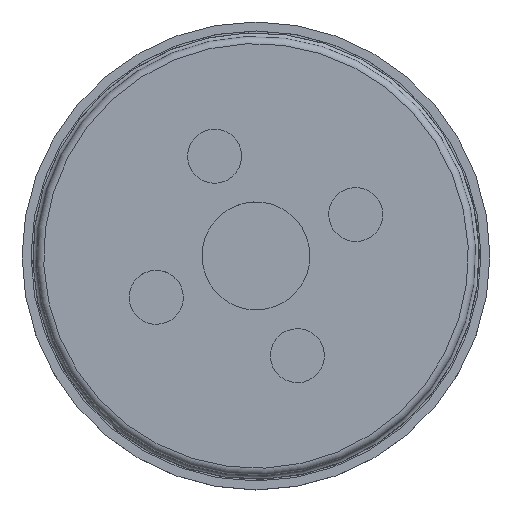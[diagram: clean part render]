
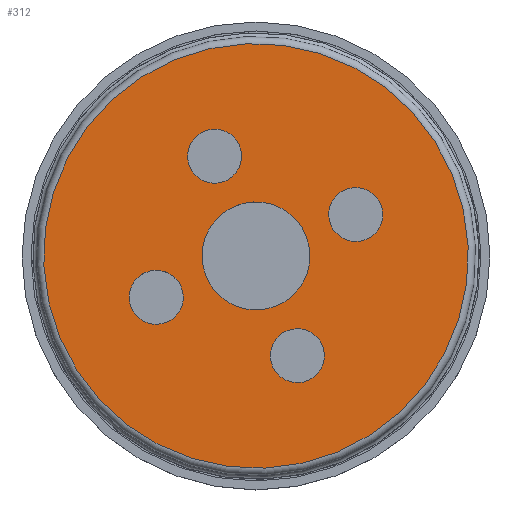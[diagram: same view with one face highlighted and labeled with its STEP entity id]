
A CAD part, top view. The second image highlights one B-rep face of the part: STEP entity #312.
In plain terms, the highlighted planar face has unit normal (0, 0, 1).
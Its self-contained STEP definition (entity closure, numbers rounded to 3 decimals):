
#270=PLANE('',#1033);
#312=ADVANCED_FACE('',(#412,#413,#414,#415,#416,#417),#270,.F.);
#412=FACE_BOUND('',#466,.T.);
#413=FACE_BOUND('',#467,.T.);
#414=FACE_BOUND('',#468,.T.);
#415=FACE_BOUND('',#469,.T.);
#416=FACE_BOUND('',#470,.T.);
#417=FACE_BOUND('',#471,.T.);
#466=EDGE_LOOP('',(#566));
#467=EDGE_LOOP('',(#567));
#468=EDGE_LOOP('',(#568));
#469=EDGE_LOOP('',(#569));
#470=EDGE_LOOP('',(#570));
#471=EDGE_LOOP('',(#571));
#566=ORIENTED_EDGE('',*,*,#860,.T.);
#567=ORIENTED_EDGE('',*,*,#861,.T.);
#568=ORIENTED_EDGE('',*,*,#862,.T.);
#569=ORIENTED_EDGE('',*,*,#863,.T.);
#570=ORIENTED_EDGE('',*,*,#864,.T.);
#571=ORIENTED_EDGE('',*,*,#865,.T.);
#778=VERTEX_POINT('',#1467);
#779=VERTEX_POINT('',#1469);
#780=VERTEX_POINT('',#1471);
#781=VERTEX_POINT('',#1473);
#782=VERTEX_POINT('',#1475);
#783=VERTEX_POINT('',#1477);
#860=EDGE_CURVE('',#778,#778,#966,.T.);
#861=EDGE_CURVE('',#779,#779,#967,.T.);
#862=EDGE_CURVE('',#780,#780,#968,.T.);
#863=EDGE_CURVE('',#781,#781,#969,.T.);
#864=EDGE_CURVE('',#782,#782,#970,.T.);
#865=EDGE_CURVE('',#783,#783,#971,.T.);
#966=CIRCLE('',#1027,5.9);
#967=CIRCLE('',#1028,0.75);
#968=CIRCLE('',#1029,0.75);
#969=CIRCLE('',#1030,0.75);
#970=CIRCLE('',#1031,0.75);
#971=CIRCLE('',#1032,1.5);
#1027=AXIS2_PLACEMENT_3D('',#1466,#1163,#1164);
#1028=AXIS2_PLACEMENT_3D('',#1468,#1165,#1166);
#1029=AXIS2_PLACEMENT_3D('',#1470,#1167,#1168);
#1030=AXIS2_PLACEMENT_3D('',#1472,#1169,#1170);
#1031=AXIS2_PLACEMENT_3D('',#1474,#1171,#1172);
#1032=AXIS2_PLACEMENT_3D('',#1476,#1173,#1174);
#1033=AXIS2_PLACEMENT_3D('',#1478,#1175,#1176);
#1163=DIRECTION('',(0.,0.,1.));
#1164=DIRECTION('',(0.924,0.383,0.));
#1165=DIRECTION('',(0.,0.,-1.));
#1166=DIRECTION('',(0.383,-0.924,0.));
#1167=DIRECTION('',(0.,0.,-1.));
#1168=DIRECTION('',(-0.924,-0.383,0.));
#1169=DIRECTION('',(0.,0.,-1.));
#1170=DIRECTION('',(-0.383,0.924,0.));
#1171=DIRECTION('',(0.,0.,-1.));
#1172=DIRECTION('',(0.924,0.383,0.));
#1173=DIRECTION('',(0.,0.,-1.));
#1174=DIRECTION('',(0.924,0.383,0.));
#1175=DIRECTION('',(0.,0.,-1.));
#1176=DIRECTION('',(0.924,0.383,0.));
#1466=CARTESIAN_POINT('',(0.,0.,1.675));
#1467=CARTESIAN_POINT('',(5.45,2.26,1.675));
#1468=CARTESIAN_POINT('',(-1.149,2.771,1.675));
#1469=CARTESIAN_POINT('',(-0.862,2.078,1.675));
#1470=CARTESIAN_POINT('',(2.771,1.149,1.675));
#1471=CARTESIAN_POINT('',(2.078,0.862,1.675));
#1472=CARTESIAN_POINT('',(1.149,-2.771,1.675));
#1473=CARTESIAN_POINT('',(0.862,-2.078,1.675));
#1474=CARTESIAN_POINT('',(-2.771,-1.149,1.675));
#1475=CARTESIAN_POINT('',(-2.078,-0.862,1.675));
#1476=CARTESIAN_POINT('',(0.,0.,1.675));
#1477=CARTESIAN_POINT('',(1.386,0.575,1.675));
#1478=CARTESIAN_POINT('',(0.,0.,1.675));
